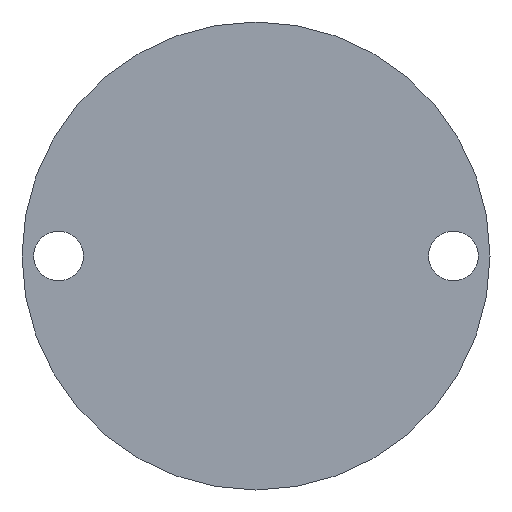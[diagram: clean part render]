
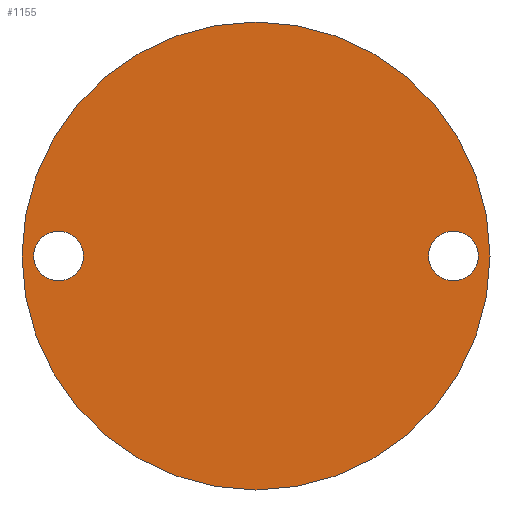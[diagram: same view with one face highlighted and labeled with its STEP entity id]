
A CAD part, front view. The second image highlights one B-rep face of the part: STEP entity #1155.
In plain terms, the highlighted planar face has unit normal (0, -1, 0).
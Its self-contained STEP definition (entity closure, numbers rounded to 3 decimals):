
#37 = CIRCLE ( 'NONE', #204, 40. ) ;
#91 = ORIENTED_EDGE ( 'NONE', *, *, #890, .T. ) ;
#163 = VERTEX_POINT ( 'NONE', #682 ) ;
#191 = EDGE_LOOP ( 'NONE', ( #91, #574 ) ) ;
#204 = AXIS2_PLACEMENT_3D ( 'NONE', #1705, #340, #1571 ) ;
#280 = EDGE_CURVE ( 'NONE', #1936, #1584, #1976, .T. ) ;
#293 = DIRECTION ( 'NONE',  ( 0., 1., 0. ) ) ;
#296 = AXIS2_PLACEMENT_3D ( 'NONE', #647, #1884, #1107 ) ;
#312 = CARTESIAN_POINT ( 'NONE',  ( -40., 0., 0. ) ) ;
#340 = DIRECTION ( 'NONE',  ( 0., -1., 0. ) ) ;
#347 = FACE_BOUND ( 'NONE', #2001, .T. ) ;
#348 = CARTESIAN_POINT ( 'NONE',  ( -29.5, 0., 0. ) ) ;
#364 = CIRCLE ( 'NONE', #296, 40. ) ;
#398 = AXIS2_PLACEMENT_3D ( 'NONE', #1381, #1664, #1827 ) ;
#405 = FACE_OUTER_BOUND ( 'NONE', #720, .T. ) ;
#426 = CARTESIAN_POINT ( 'NONE',  ( -33.75, 0., 0. ) ) ;
#574 = ORIENTED_EDGE ( 'NONE', *, *, #1189, .T. ) ;
#607 = EDGE_CURVE ( 'NONE', #1389, #774, #364, .T. ) ;
#647 = CARTESIAN_POINT ( 'NONE',  ( 0., 0., 0. ) ) ;
#682 = CARTESIAN_POINT ( 'NONE',  ( 29.5, 0., 0. ) ) ;
#708 = CARTESIAN_POINT ( 'NONE',  ( 40., 0., 0. ) ) ;
#720 = EDGE_LOOP ( 'NONE', ( #1848, #1625 ) ) ;
#750 = ORIENTED_EDGE ( 'NONE', *, *, #280, .T. ) ;
#774 = VERTEX_POINT ( 'NONE', #708 ) ;
#775 = CARTESIAN_POINT ( 'NONE',  ( 33.75, 0., 0. ) ) ;
#799 = DIRECTION ( 'NONE',  ( 0., 1., 0. ) ) ;
#801 = ORIENTED_EDGE ( 'NONE', *, *, #870, .T. ) ;
#870 = EDGE_CURVE ( 'NONE', #1584, #1936, #1431, .T. ) ;
#890 = EDGE_CURVE ( 'NONE', #163, #1639, #1521, .T. ) ;
#906 = AXIS2_PLACEMENT_3D ( 'NONE', #426, #293, #1049 ) ;
#988 = EDGE_CURVE ( 'NONE', #774, #1389, #37, .T. ) ;
#1017 = DIRECTION ( 'NONE',  ( -1., 0., 0. ) ) ;
#1049 = DIRECTION ( 'NONE',  ( -1., 0., 0. ) ) ;
#1082 = DIRECTION ( 'NONE',  ( 0., 1., 0. ) ) ;
#1107 = DIRECTION ( 'NONE',  ( 1., 0., 0. ) ) ;
#1155 = ADVANCED_FACE ( 'NONE', ( #347, #1637, #405 ), #1167, .F. ) ;
#1167 = PLANE ( 'NONE',  #1330 ) ;
#1189 = EDGE_CURVE ( 'NONE', #1639, #163, #1969, .T. ) ;
#1296 = AXIS2_PLACEMENT_3D ( 'NONE', #1509, #1375, #1840 ) ;
#1330 = AXIS2_PLACEMENT_3D ( 'NONE', #1730, #799, #1017 ) ;
#1375 = DIRECTION ( 'NONE',  ( 0., 1., 0. ) ) ;
#1381 = CARTESIAN_POINT ( 'NONE',  ( -33.75, 0., 0. ) ) ;
#1389 = VERTEX_POINT ( 'NONE', #312 ) ;
#1431 = CIRCLE ( 'NONE', #398, 4.25 ) ;
#1509 = CARTESIAN_POINT ( 'NONE',  ( 33.75, 0., 0. ) ) ;
#1521 = CIRCLE ( 'NONE', #1775, 4.25 ) ;
#1571 = DIRECTION ( 'NONE',  ( 1., 0., 0. ) ) ;
#1584 = VERTEX_POINT ( 'NONE', #348 ) ;
#1625 = ORIENTED_EDGE ( 'NONE', *, *, #607, .T. ) ;
#1637 = FACE_BOUND ( 'NONE', #191, .T. ) ;
#1639 = VERTEX_POINT ( 'NONE', #1910 ) ;
#1664 = DIRECTION ( 'NONE',  ( 0., 1., 0. ) ) ;
#1696 = DIRECTION ( 'NONE',  ( -1., 0., 0. ) ) ;
#1705 = CARTESIAN_POINT ( 'NONE',  ( 0., 0., 0. ) ) ;
#1730 = CARTESIAN_POINT ( 'NONE',  ( 0., 0., 0. ) ) ;
#1775 = AXIS2_PLACEMENT_3D ( 'NONE', #775, #1082, #1696 ) ;
#1827 = DIRECTION ( 'NONE',  ( -1., 0., 0. ) ) ;
#1840 = DIRECTION ( 'NONE',  ( -1., 0., 0. ) ) ;
#1848 = ORIENTED_EDGE ( 'NONE', *, *, #988, .T. ) ;
#1872 = CARTESIAN_POINT ( 'NONE',  ( -38., 0., 0. ) ) ;
#1884 = DIRECTION ( 'NONE',  ( 0., -1., 0. ) ) ;
#1910 = CARTESIAN_POINT ( 'NONE',  ( 38., 0., 0. ) ) ;
#1936 = VERTEX_POINT ( 'NONE', #1872 ) ;
#1969 = CIRCLE ( 'NONE', #1296, 4.25 ) ;
#1976 = CIRCLE ( 'NONE', #906, 4.25 ) ;
#2001 = EDGE_LOOP ( 'NONE', ( #750, #801 ) ) ;
